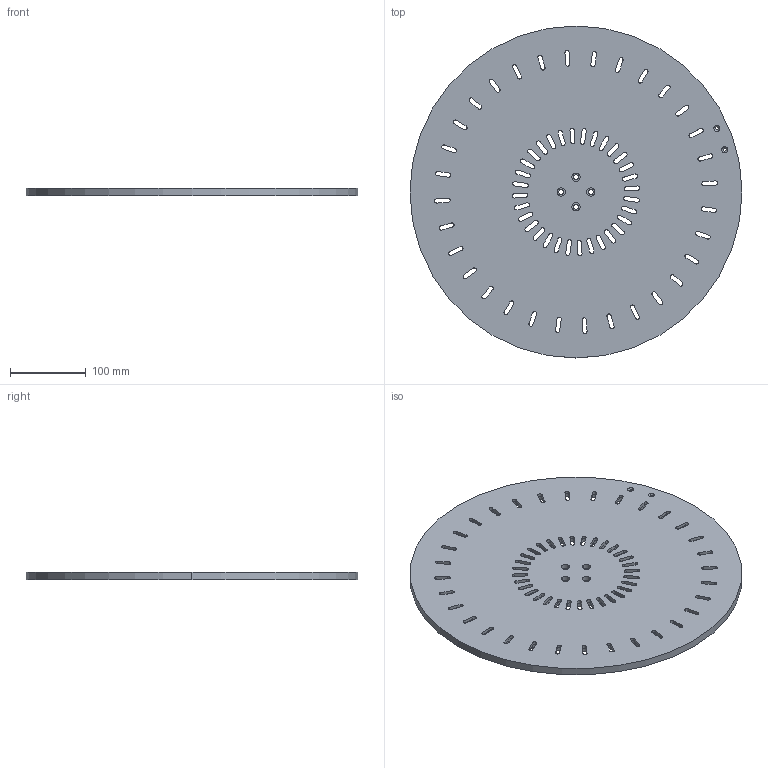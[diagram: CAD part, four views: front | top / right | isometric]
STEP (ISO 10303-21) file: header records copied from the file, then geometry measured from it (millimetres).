
FILE_DESCRIPTION(('CATIA V5 STEP Exchange'),'2;1');
FILE_NAME('Vira Sanat Stack Mold 5Axis Top Robot-043-AL-TABLE.1.stp','2022-11-12T08:37:39+00:00',('none'),('none'),'CATIA Version 5 Release 21 GA (IN-10)','CATIA V5 STEP AP203','none');
FILE_SCHEMA(('CONFIG_CONTROL_DESIGN'));
Length unit declared in the file: millimetre
Products named in the file (1): Vira Sanat Stack Mold 5Axis Top Robot-043-AL-TABLE.1
Bounding box: 437.42 x 437.42 x 10 mm (x, y, z)
Volume: 1393183.3 mm3; surface area: 336330.2 mm2
Topology: 1 solids, 1 shells, 618 faces, 1634 edges, 1088 vertices
Faces by surface type: plane 330, cylinder 282, cone 6
Entity records: 18020 total; most frequent: ORIENTED_EDGE 3268, CARTESIAN_POINT 3181, DIRECTION 2446, EDGE_CURVE 1634, VERTEX_POINT 1088, VECTOR 1056, LINE 1056, AXIS2_PLACEMENT_3D 979
